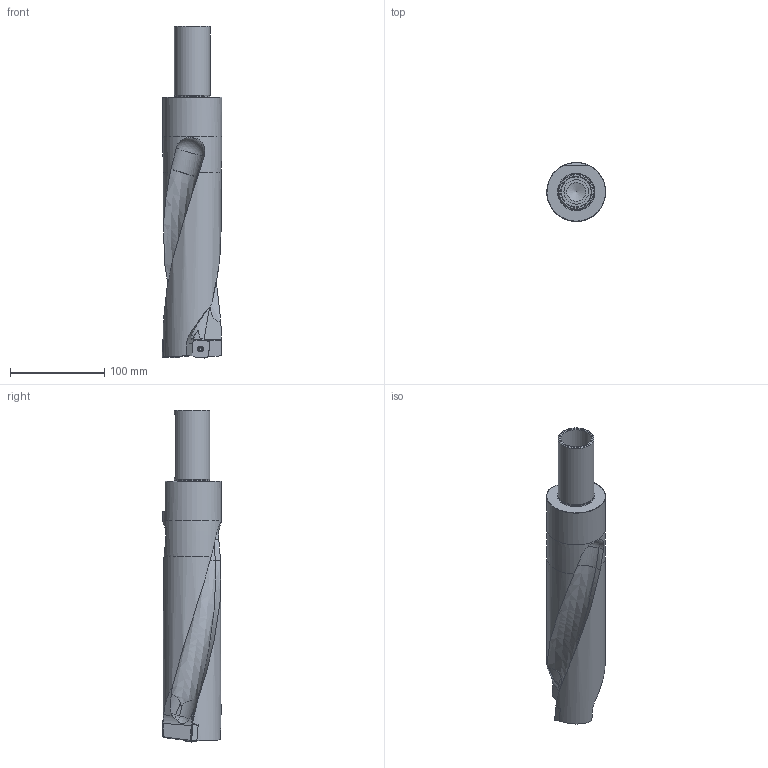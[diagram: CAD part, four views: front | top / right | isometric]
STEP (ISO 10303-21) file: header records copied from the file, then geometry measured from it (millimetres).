
FILE_DESCRIPTION(/* description */ (''),/* implementation_level */ '2;1');
FILE_NAME(/* name */ 'toolassembly_1.stp',/* time_stamp */ '2020-07-08T14:26:11+02:00',/* author */ (''),/* organization */ ('SMS'),/* preprocessor_version */ 'ST-DEVELOPER v16.7',/* originating_system */ 'SIEMENS PLM Software NX 12.0',/* authorisation */ '');
FILE_SCHEMA (('AUTOMOTIVE_DESIGN { 1 0 10303 214 3 1 1 1 }'));
Length unit declared in the file: millimetre
Products named in the file (5): CUT_20200708142423; CUT_20200708142421; NOCUT_20200708142412; ASSEMBLY_CONSTRUCTION; TOOLASSEMBLY_1
Assembly tree (4 placements, depth 2):
  TOOLASSEMBLY_1
    ASSEMBLY_CONSTRUCTION
    NOCUT_20200708142412
    CUT_20200708142421
    CUT_20200708142423
Bounding box: 63.01 x 62.5 x 352.23 mm (x, y, z)
Volume: 617461.6 mm3; surface area: 82144 mm2
Topology: 3 solids, 4 shells, 257 faces, 684 edges, 440 vertices
Faces by surface type: plane 99, cylinder 62, cone 26, bspline 24, extrusion 24, torus 11, sphere 10, revolution 1
Full cylindrical faces by diameter (mm): 3.5 x2, 4.7 x2, 5.7 x2, 17.65 x1, 20 x1, 26.049 x1, 32.049 x1, 37.592 x1, 38.092 x1, 62.5 x1
Entity records: 12020 total; most frequent: CARTESIAN_POINT 5859, ORIENTED_EDGE 1228, DIRECTION 1205, EDGE_CURVE 614, AXIS2_PLACEMENT_3D 476, VERTEX_POINT 413, EDGE_LOOP 304, ADVANCED_FACE 257
